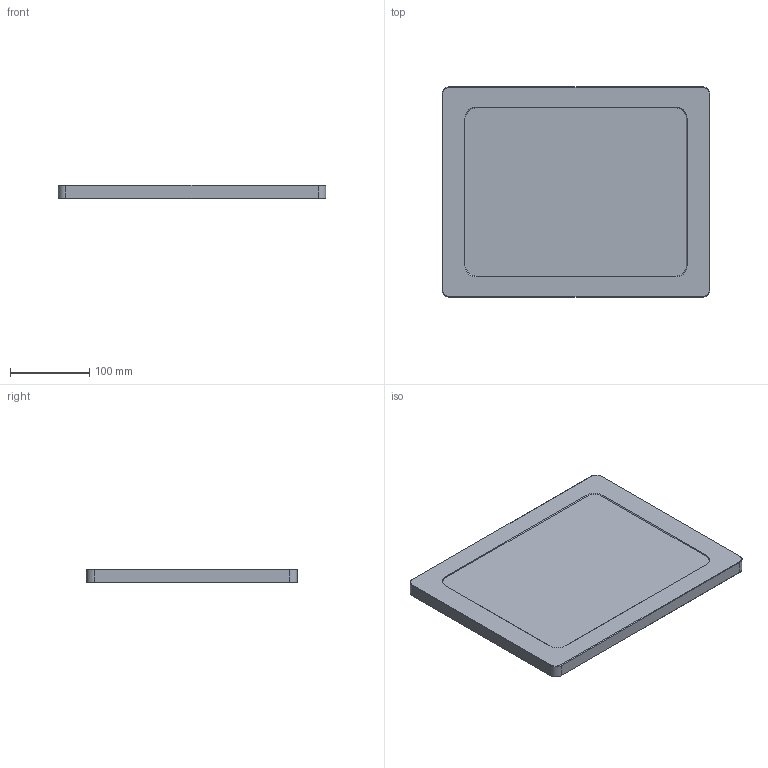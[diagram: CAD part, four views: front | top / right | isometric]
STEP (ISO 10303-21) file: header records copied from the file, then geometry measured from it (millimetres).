
FILE_DESCRIPTION(/* description */ (''),/* implementation_level */ '2;1');
FILE_NAME(/* name */ 'vb_vesa_ipro130_rce.step',/* time_stamp */ '2024-10-15T15:05:06-04:00',/* author */ ('NickC'),/* organization */ (''),/* preprocessor_version */ 'ST-DEVELOPER v20',/* originating_system */ 'Autodesk Inventor 2024',/* authorisation */ '');
FILE_SCHEMA (('AUTOMOTIVE_DESIGN { 1 0 10303 214 3 1 1 }'));
Length unit declared in the file: inch
Products named in the file (1): Part16
Bounding box: 338.78 x 266.38 x 16.9 mm (x, y, z)
Volume: 1447862.9 mm3; surface area: 204292.4 mm2
Topology: 1 solids, 10 shells, 808 faces, 2051 edges, 1343 vertices
Faces by surface type: plane 514, cylinder 127, cone 113, bspline 54
Full cylindrical faces by diameter (mm): 2.438 x42, 3.251 x4, 3.306 x18, 4.166 x9, 4.978 x9, 38.1 x1
Entity records: 28492 total; most frequent: CARTESIAN_POINT 8820, ORIENTED_EDGE 4102, DIRECTION 3616, EDGE_CURVE 2051, LINE 1366, VECTOR 1366, VERTEX_POINT 1343, AXIS2_PLACEMENT_3D 1125
